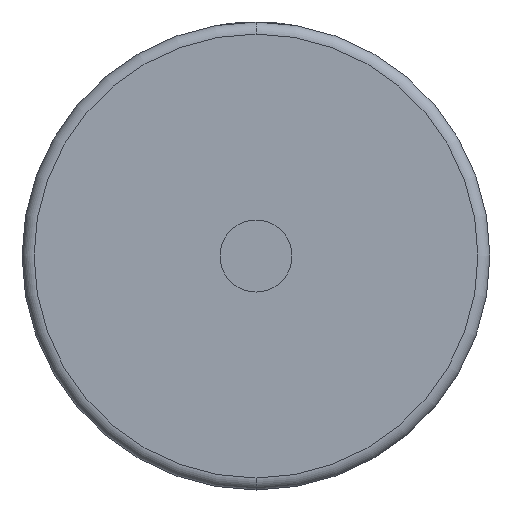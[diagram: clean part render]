
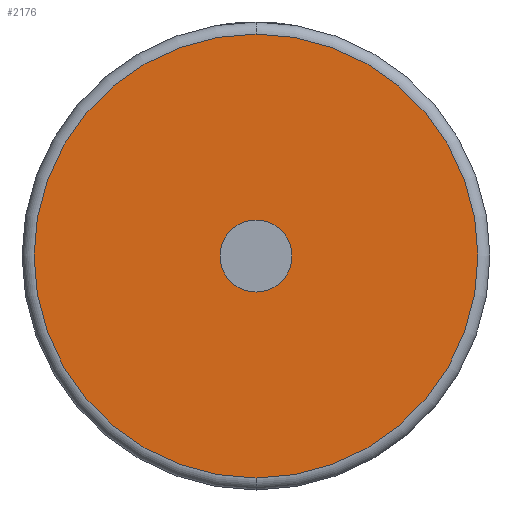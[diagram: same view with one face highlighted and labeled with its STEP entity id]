
A CAD part, front view. The second image highlights one B-rep face of the part: STEP entity #2176.
In plain terms, the highlighted planar face has unit normal (0, -1, 0).
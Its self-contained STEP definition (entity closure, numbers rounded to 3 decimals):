
#2 = ORIENTED_EDGE ( 'NONE', *, *, #1433, .T. ) ;
#58 = ORIENTED_EDGE ( 'NONE', *, *, #1554, .F. ) ;
#158 = CARTESIAN_POINT ( 'NONE',  ( 0., 0., -37. ) ) ;
#226 = DIRECTION ( 'NONE',  ( 0., -1., 0. ) ) ;
#263 = FACE_OUTER_BOUND ( 'NONE', #3447, .T. ) ;
#577 = CARTESIAN_POINT ( 'NONE',  ( 0., 0., 37. ) ) ;
#708 = ORIENTED_EDGE ( 'NONE', *, *, #2110, .F. ) ;
#840 = ORIENTED_EDGE ( 'NONE', *, *, #1672, .T. ) ;
#963 = DIRECTION ( 'NONE',  ( 0., 0., 1. ) ) ;
#981 = DIRECTION ( 'NONE',  ( 0., 0., 1. ) ) ;
#994 = VERTEX_POINT ( 'NONE', #158 ) ;
#1016 = DIRECTION ( 'NONE',  ( 0., 0., 1. ) ) ;
#1031 = EDGE_LOOP ( 'NONE', ( #708, #58 ) ) ;
#1247 = CARTESIAN_POINT ( 'NONE',  ( 0., 0., 0. ) ) ;
#1285 = CIRCLE ( 'NONE', #1379, 6. ) ;
#1288 = CIRCLE ( 'NONE', #2414, 37. ) ;
#1304 = PLANE ( 'NONE',  #1589 ) ;
#1379 = AXIS2_PLACEMENT_3D ( 'NONE', #1648, #226, #3376 ) ;
#1433 = EDGE_CURVE ( 'NONE', #3638, #994, #1288, .T. ) ;
#1554 = EDGE_CURVE ( 'NONE', #2662, #3373, #1285, .T. ) ;
#1589 = AXIS2_PLACEMENT_3D ( 'NONE', #3627, #1873, #1016 ) ;
#1595 = CARTESIAN_POINT ( 'NONE',  ( 0., 0., 0. ) ) ;
#1648 = CARTESIAN_POINT ( 'NONE',  ( 0., 0., 0. ) ) ;
#1672 = EDGE_CURVE ( 'NONE', #994, #3638, #1859, .T. ) ;
#1859 = CIRCLE ( 'NONE', #2633, 37. ) ;
#1873 = DIRECTION ( 'NONE',  ( 0., 1., 0. ) ) ;
#1936 = CARTESIAN_POINT ( 'NONE',  ( 0., 0., 6. ) ) ;
#2110 = EDGE_CURVE ( 'NONE', #3373, #2662, #2842, .T. ) ;
#2176 = ADVANCED_FACE ( 'NONE', ( #263, #3070 ), #1304, .F. ) ;
#2414 = AXIS2_PLACEMENT_3D ( 'NONE', #2742, #3012, #3036 ) ;
#2633 = AXIS2_PLACEMENT_3D ( 'NONE', #1247, #3252, #963 ) ;
#2662 = VERTEX_POINT ( 'NONE', #2698 ) ;
#2698 = CARTESIAN_POINT ( 'NONE',  ( 0., 0., -6. ) ) ;
#2742 = CARTESIAN_POINT ( 'NONE',  ( 0., 0., 0. ) ) ;
#2842 = CIRCLE ( 'NONE', #3223, 6. ) ;
#3012 = DIRECTION ( 'NONE',  ( 0., -1., 0. ) ) ;
#3036 = DIRECTION ( 'NONE',  ( 0., 0., 1. ) ) ;
#3070 = FACE_BOUND ( 'NONE', #1031, .T. ) ;
#3223 = AXIS2_PLACEMENT_3D ( 'NONE', #1595, #3641, #981 ) ;
#3252 = DIRECTION ( 'NONE',  ( 0., -1., 0. ) ) ;
#3373 = VERTEX_POINT ( 'NONE', #1936 ) ;
#3376 = DIRECTION ( 'NONE',  ( 0., 0., 1. ) ) ;
#3447 = EDGE_LOOP ( 'NONE', ( #2, #840 ) ) ;
#3627 = CARTESIAN_POINT ( 'NONE',  ( 0., 0., 0. ) ) ;
#3638 = VERTEX_POINT ( 'NONE', #577 ) ;
#3641 = DIRECTION ( 'NONE',  ( 0., -1., 0. ) ) ;
